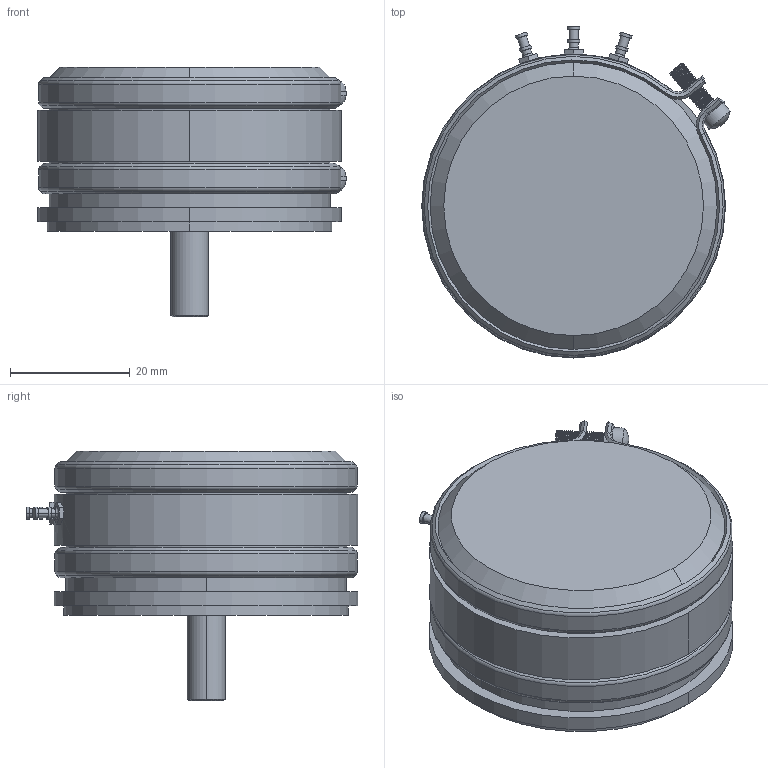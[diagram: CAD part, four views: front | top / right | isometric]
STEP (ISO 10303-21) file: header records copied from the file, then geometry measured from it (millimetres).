
FILE_DESCRIPTION((''),'2;1');
FILE_NAME('5613_SW0002','2013-09-06T',('BMozley'),(''),'PRO/ENGINEER BY PARAMETRIC TECHNOLOGY CORPORATION, 2013230','PRO/ENGINEER BY PARAMETRIC TECHNOLOGY CORPORATION, 2013230','');
FILE_SCHEMA(('CONFIG_CONTROL_DESIGN'));
Length unit declared in the file: inch
Products named in the file (1): 5613_SW0002
Bounding box: 51.6 x 55.5 x 41.76 mm (x, y, z)
Volume: 53224.5 mm3; surface area: 14076.2 mm2
Topology: 2 solids, 2 shells, 396 faces, 957 edges, 586 vertices
Faces by surface type: cylinder 180, plane 92, cone 52, bspline 36, torus 32, sphere 4
Entity records: 30173 total; most frequent: CARTESIAN_POINT 21399, ORIENTED_EDGE 1914, DIRECTION 1657, EDGE_CURVE 957, AXIS2_PLACEMENT_3D 642, VERTEX_POINT 586, EDGE_LOOP 423, FACE_OUTER_BOUND 396
